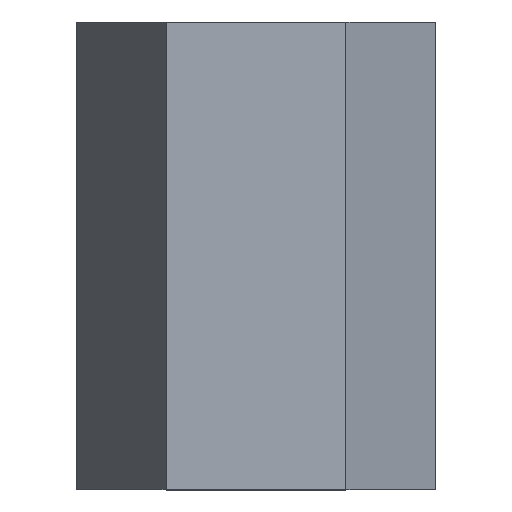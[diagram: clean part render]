
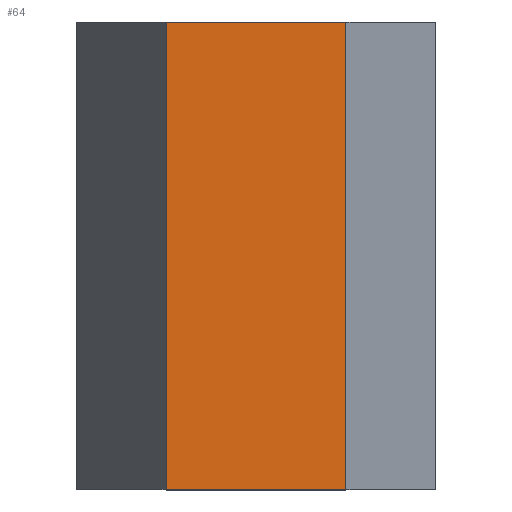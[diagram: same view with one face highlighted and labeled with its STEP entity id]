
A CAD part, top view. The second image highlights one B-rep face of the part: STEP entity #64.
In plain terms, the highlighted planar face has unit normal (0, 0, 1).
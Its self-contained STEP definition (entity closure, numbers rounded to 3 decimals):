
#15 = DIRECTION ( 'NONE',  ( -1., 0., 0. ) ) ;
#18 = DIRECTION ( 'NONE',  ( 0., 0., -1. ) ) ;
#29 = EDGE_CURVE ( 'NONE', #83, #48, #340, .T. ) ;
#30 = VECTOR ( 'NONE', #103, 1000. ) ;
#44 = CARTESIAN_POINT ( 'NONE',  ( -1.155, 3., 2. ) ) ;
#47 = PLANE ( 'NONE',  #110 ) ;
#48 = VERTEX_POINT ( 'NONE', #337 ) ;
#64 = ADVANCED_FACE ( 'NONE', ( #74 ), #47, .F. ) ;
#65 = LINE ( 'NONE', #108, #30 ) ;
#74 = FACE_OUTER_BOUND ( 'NONE', #371, .T. ) ;
#83 = VERTEX_POINT ( 'NONE', #372 ) ;
#88 = ORIENTED_EDGE ( 'NONE', *, *, #333, .T. ) ;
#89 = CARTESIAN_POINT ( 'NONE',  ( -1.155, 3., 2. ) ) ;
#103 = DIRECTION ( 'NONE',  ( 0., -1., 0. ) ) ;
#108 = CARTESIAN_POINT ( 'NONE',  ( -1.155, 3., 2. ) ) ;
#110 = AXIS2_PLACEMENT_3D ( 'NONE', #44, #18, #15 ) ;
#117 = LINE ( 'NONE', #89, #362 ) ;
#129 = VECTOR ( 'NONE', #133, 1000. ) ;
#133 = DIRECTION ( 'NONE',  ( 0., -1., 0. ) ) ;
#136 = VERTEX_POINT ( 'NONE', #231 ) ;
#157 = EDGE_CURVE ( 'NONE', #300, #136, #117, .T. ) ;
#166 = CARTESIAN_POINT ( 'NONE',  ( 1.155, 3., 2. ) ) ;
#168 = CARTESIAN_POINT ( 'NONE',  ( -1.155, -3., 2. ) ) ;
#189 = DIRECTION ( 'NONE',  ( 1., 0., 0. ) ) ;
#229 = ORIENTED_EDGE ( 'NONE', *, *, #157, .F. ) ;
#231 = CARTESIAN_POINT ( 'NONE',  ( 1.155, 3., 2. ) ) ;
#266 = CARTESIAN_POINT ( 'NONE',  ( -1.155, 3., 2. ) ) ;
#294 = VECTOR ( 'NONE', #189, 1000. ) ;
#300 = VERTEX_POINT ( 'NONE', #266 ) ;
#329 = LINE ( 'NONE', #166, #129 ) ;
#333 = EDGE_CURVE ( 'NONE', #300, #83, #65, .T. ) ;
#337 = CARTESIAN_POINT ( 'NONE',  ( 1.155, -3., 2. ) ) ;
#340 = LINE ( 'NONE', #168, #294 ) ;
#341 = ORIENTED_EDGE ( 'NONE', *, *, #345, .F. ) ;
#345 = EDGE_CURVE ( 'NONE', #136, #48, #329, .T. ) ;
#362 = VECTOR ( 'NONE', #376, 1000. ) ;
#363 = ORIENTED_EDGE ( 'NONE', *, *, #29, .T. ) ;
#371 = EDGE_LOOP ( 'NONE', ( #363, #341, #229, #88 ) ) ;
#372 = CARTESIAN_POINT ( 'NONE',  ( -1.155, -3., 2. ) ) ;
#376 = DIRECTION ( 'NONE',  ( 1., 0., 0. ) ) ;
